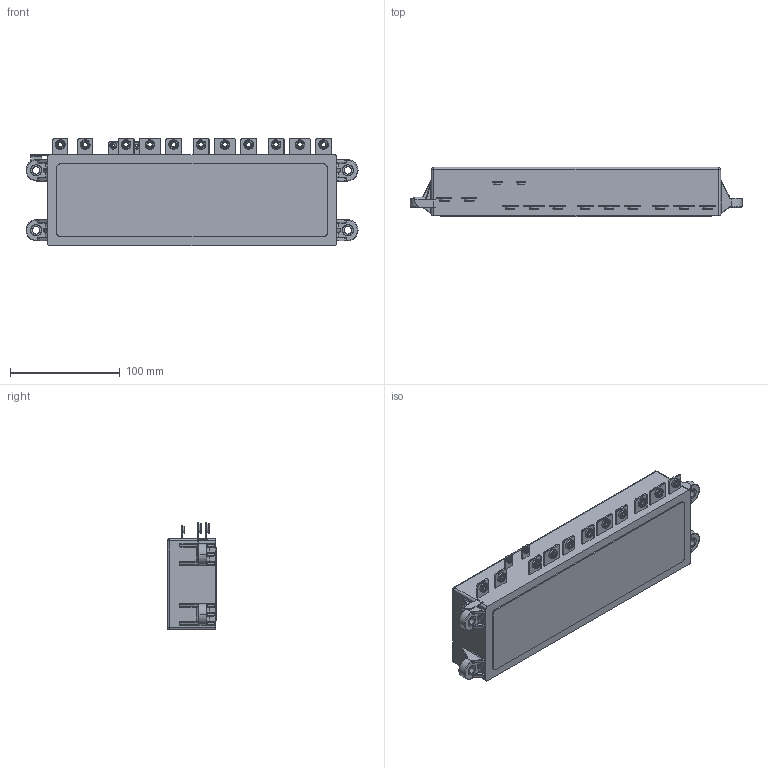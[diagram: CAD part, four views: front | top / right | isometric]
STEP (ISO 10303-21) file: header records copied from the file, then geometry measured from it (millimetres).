
FILE_DESCRIPTION(('FreeCAD Model'),'2;1');
FILE_NAME('Open CASCADE Shape Model','2025-05-04T04:41:00',('FreeCAD'),( 'FreeCAD'),'Open CASCADE STEP processor 7.6','FreeCAD','Unknown');
FILE_SCHEMA(('AUTOMOTIVE_DESIGN { 1 0 10303 214 1 1 1 1 }'));
Products named in the file (1): Open CASCADE STEP translator 7.6 1
Bounding box: 302.06 x 44.82 x 97.93 mm (x, y, z)
Volume: 835707.3 mm3; surface area: 415016.6 mm2
Topology: 49 solids, 62 shells, 2390 faces, 5460 edges, 3500 vertices
Faces by surface type: bspline 2390
Entity records: 67840 total; most frequent: CARTESIAN_POINT 34339, ORIENTED_EDGE 10912, EDGE_CURVE 5456, B_SPLINE_CURVE_WITH_KNOTS 3828, VERTEX_POINT 3500, FACE_BOUND 2906, EDGE_LOOP 2906, ADVANCED_FACE 2390
